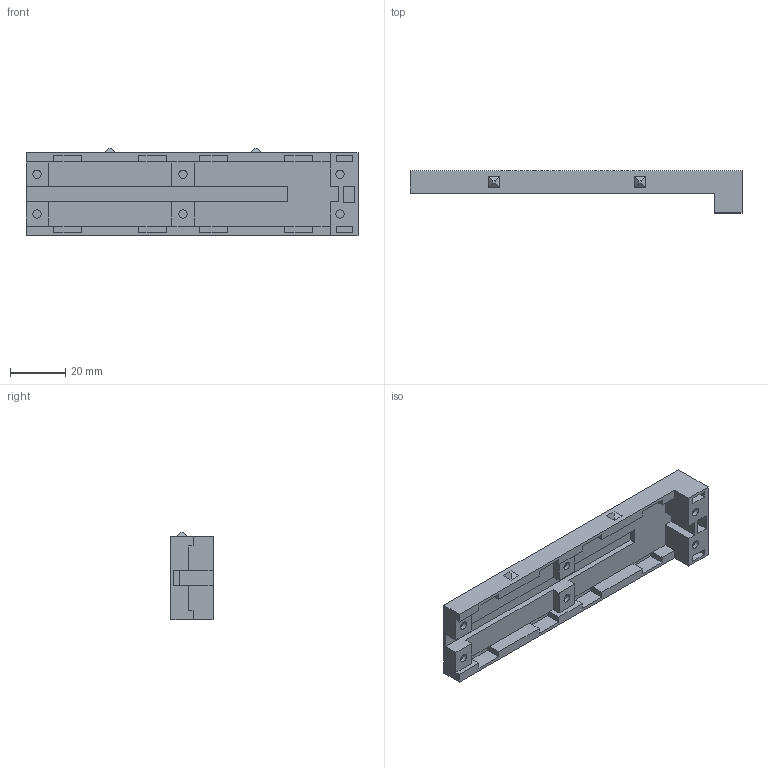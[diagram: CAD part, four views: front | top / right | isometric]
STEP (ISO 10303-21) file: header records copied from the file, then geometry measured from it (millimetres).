
FILE_DESCRIPTION(('FreeCAD Model'),'2;1');
FILE_NAME('Open CASCADE Shape Model','2021-01-03T14:41:54',('Author'),( ''),'Open CASCADE STEP processor 7.5','FreeCAD','Unknown');
FILE_SCHEMA(('AUTOMOTIVE_DESIGN { 1 0 10303 214 1 1 1 1 }'));
Length unit declared in the file: millimetre
Products named in the file (1): part1
Bounding box: 120 x 15.2 x 31.5 mm (x, y, z)
Volume: 16287.1 mm3; surface area: 13433.7 mm2
Topology: 1 solids, 1 shells, 197 faces, 478 edges, 308 vertices
Faces by surface type: plane 185, cylinder 12
Full cylindrical faces by diameter (mm): 3 x12
Entity records: 12145 total; most frequent: CARTESIAN_POINT 2012, DIRECTION 1842, LINE 1386, VECTOR 1386, ORIENTED_EDGE 956, PCURVE 956, DEFINITIONAL_REPRESENTATION 956, EDGE_CURVE 478
